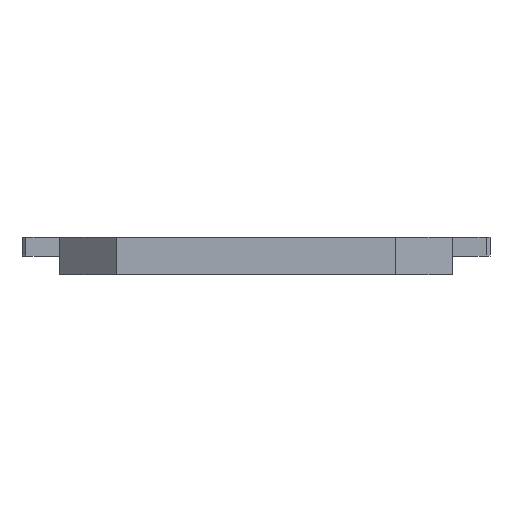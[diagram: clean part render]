
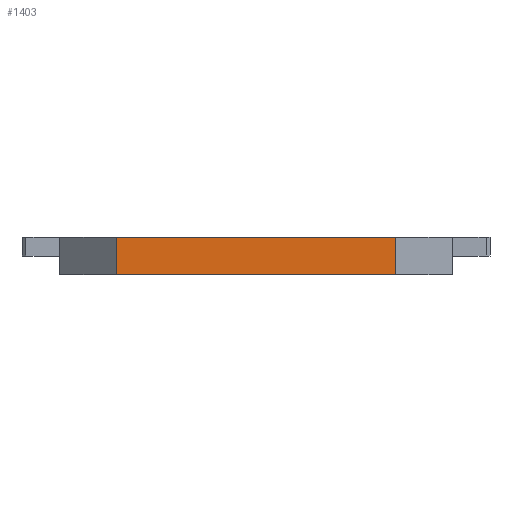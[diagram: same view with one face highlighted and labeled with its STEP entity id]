
A CAD part, front view. The second image highlights one B-rep face of the part: STEP entity #1403.
In plain terms, the highlighted planar face has unit normal (0, -1, 0).
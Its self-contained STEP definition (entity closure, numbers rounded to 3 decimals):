
#197=FACE_OUTER_BOUND('',#283,.T.);
#283=EDGE_LOOP('',(#1215,#1216,#1217,#1218));
#366=LINE('',#2170,#502);
#388=LINE('',#2237,#524);
#426=LINE('',#2353,#562);
#427=LINE('',#2355,#563);
#502=VECTOR('',#1757,10.);
#524=VECTOR('',#1821,10.);
#562=VECTOR('',#1943,10.);
#563=VECTOR('',#1946,10.);
#637=VERTEX_POINT('',#2167);
#638=VERTEX_POINT('',#2169);
#662=VERTEX_POINT('',#2235);
#698=VERTEX_POINT('',#2351);
#798=EDGE_CURVE('',#637,#638,#366,.T.);
#832=EDGE_CURVE('',#662,#637,#388,.T.);
#891=EDGE_CURVE('',#662,#698,#426,.T.);
#892=EDGE_CURVE('',#698,#638,#427,.T.);
#1215=ORIENTED_EDGE('',*,*,#832,.F.);
#1216=ORIENTED_EDGE('',*,*,#891,.T.);
#1217=ORIENTED_EDGE('',*,*,#892,.T.);
#1218=ORIENTED_EDGE('',*,*,#798,.F.);
#1336=PLANE('',#1557);
#1403=ADVANCED_FACE('',(#197),#1336,.T.);
#1557=AXIS2_PLACEMENT_3D('',#2354,#1944,#1945);
#1757=DIRECTION('',(0.,0.,1.));
#1821=DIRECTION('',(-1.,0.,0.));
#1943=DIRECTION('',(0.,0.,1.));
#1944=DIRECTION('center_axis',(0.,-1.,0.));
#1945=DIRECTION('ref_axis',(1.,0.,0.));
#1946=DIRECTION('',(-1.,0.,0.));
#2167=CARTESIAN_POINT('',(-18.5,-22.5,0.));
#2169=CARTESIAN_POINT('',(-18.5,-22.5,5.));
#2170=CARTESIAN_POINT('',(-18.5,-22.5,0.));
#2235=CARTESIAN_POINT('',(18.5,-22.5,0.));
#2237=CARTESIAN_POINT('',(31.,-22.5,0.));
#2351=CARTESIAN_POINT('',(18.5,-22.5,5.));
#2353=CARTESIAN_POINT('',(18.5,-22.5,0.));
#2354=CARTESIAN_POINT('Origin',(0.,-22.5,0.));
#2355=CARTESIAN_POINT('',(31.,-22.5,5.));
